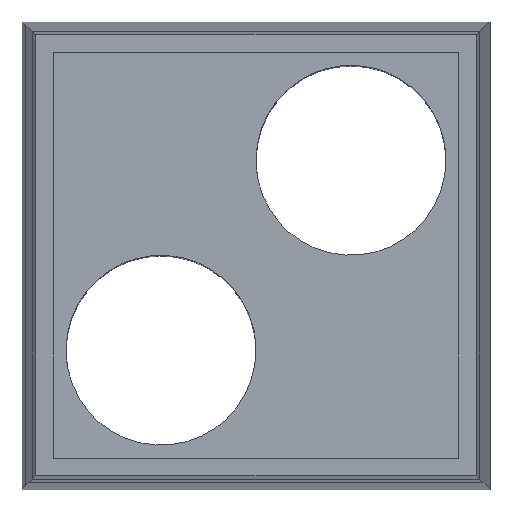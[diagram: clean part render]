
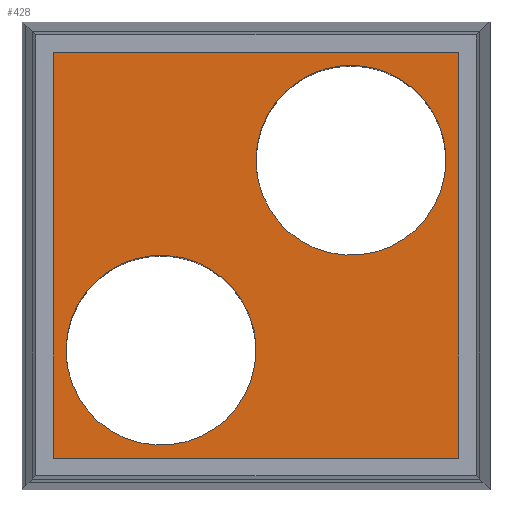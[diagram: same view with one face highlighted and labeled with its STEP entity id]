
A CAD part, top view. The second image highlights one B-rep face of the part: STEP entity #428.
In plain terms, the highlighted planar face has unit normal (0, 0, 1).
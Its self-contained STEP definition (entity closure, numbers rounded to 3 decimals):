
#300=AXIS2_PLACEMENT_3D('Plane Axis2P3D',#297,#298,#299) ;
#210=CARTESIAN_POINT('Vertex',(18.407,1.307,17.7)) ;
#213=CARTESIAN_POINT('Line Origine',(9.857,1.307,17.7)) ;
#217=CARTESIAN_POINT('Vertex',(1.307,1.307,17.7)) ;
#241=CARTESIAN_POINT('Vertex',(18.407,18.407,17.7)) ;
#244=CARTESIAN_POINT('Line Origine',(18.407,9.857,17.7)) ;
#261=CARTESIAN_POINT('Line Origine',(9.857,18.407,17.7)) ;
#265=CARTESIAN_POINT('Vertex',(1.307,18.407,17.7)) ;
#285=CARTESIAN_POINT('Line Origine',(1.307,9.857,17.7)) ;
#297=CARTESIAN_POINT('Axis2P3D Location',(18.607,20.857,17.7)) ;
#309=CARTESIAN_POINT('Control Point',(9.859,13.859,17.7)) ;
#310=CARTESIAN_POINT('Control Point',(9.859,14.251,17.7)) ;
#311=CARTESIAN_POINT('Control Point',(9.907,14.643,17.7)) ;
#312=CARTESIAN_POINT('Control Point',(10.003,15.027,17.7)) ;
#313=CARTESIAN_POINT('Control Point',(10.287,15.764,17.7)) ;
#314=CARTESIAN_POINT('Control Point',(10.741,16.41,17.7)) ;
#315=CARTESIAN_POINT('Control Point',(11.006,16.704,17.7)) ;
#316=CARTESIAN_POINT('Control Point',(11.604,17.221,17.7)) ;
#317=CARTESIAN_POINT('Control Point',(12.308,17.578,17.7)) ;
#318=CARTESIAN_POINT('Control Point',(12.681,17.712,17.7)) ;
#319=CARTESIAN_POINT('Control Point',(13.451,17.887,17.7)) ;
#320=CARTESIAN_POINT('Control Point',(14.24,17.87,17.7)) ;
#321=CARTESIAN_POINT('Control Point',(14.632,17.813,17.7)) ;
#322=CARTESIAN_POINT('Control Point',(15.394,17.605,17.7)) ;
#323=CARTESIAN_POINT('Control Point',(16.083,17.219,17.7)) ;
#324=CARTESIAN_POINT('Control Point',(16.402,16.985,17.7)) ;
#325=CARTESIAN_POINT('Control Point',(16.976,16.442,17.7)) ;
#326=CARTESIAN_POINT('Control Point',(17.402,15.778,17.7)) ;
#327=CARTESIAN_POINT('Control Point',(17.573,15.421,17.7)) ;
#328=CARTESIAN_POINT('Control Point',(17.751,14.892,17.7)) ;
#329=CARTESIAN_POINT('Control Point',(17.835,14.344,17.7)) ;
#330=CARTESIAN_POINT('Control Point',(17.851,14.182,17.7)) ;
#331=CARTESIAN_POINT('Control Point',(17.859,14.021,17.7)) ;
#332=CARTESIAN_POINT('Control Point',(17.859,13.859,17.7)) ;
#333=CARTESIAN_POINT('Vertex',(9.859,13.859,17.7)) ;
#335=CARTESIAN_POINT('Vertex',(17.859,13.859,17.7)) ;
#339=CARTESIAN_POINT('Control Point',(17.859,13.859,17.7)) ;
#340=CARTESIAN_POINT('Control Point',(17.859,13.467,17.7)) ;
#341=CARTESIAN_POINT('Control Point',(17.811,13.075,17.7)) ;
#342=CARTESIAN_POINT('Control Point',(17.715,12.691,17.7)) ;
#343=CARTESIAN_POINT('Control Point',(17.431,11.954,17.7)) ;
#344=CARTESIAN_POINT('Control Point',(16.978,11.308,17.7)) ;
#345=CARTESIAN_POINT('Control Point',(16.712,11.014,17.7)) ;
#346=CARTESIAN_POINT('Control Point',(16.115,10.498,17.7)) ;
#347=CARTESIAN_POINT('Control Point',(15.41,10.141,17.7)) ;
#348=CARTESIAN_POINT('Control Point',(15.038,10.007,17.7)) ;
#349=CARTESIAN_POINT('Control Point',(14.268,9.832,17.7)) ;
#350=CARTESIAN_POINT('Control Point',(13.478,9.848,17.7)) ;
#351=CARTESIAN_POINT('Control Point',(13.086,9.905,17.7)) ;
#352=CARTESIAN_POINT('Control Point',(12.325,10.113,17.7)) ;
#353=CARTESIAN_POINT('Control Point',(11.636,10.499,17.7)) ;
#354=CARTESIAN_POINT('Control Point',(11.317,10.734,17.7)) ;
#355=CARTESIAN_POINT('Control Point',(10.743,11.276,17.7)) ;
#356=CARTESIAN_POINT('Control Point',(10.316,11.941,17.7)) ;
#357=CARTESIAN_POINT('Control Point',(10.145,12.298,17.7)) ;
#358=CARTESIAN_POINT('Control Point',(9.968,12.826,17.7)) ;
#359=CARTESIAN_POINT('Control Point',(9.884,13.374,17.7)) ;
#360=CARTESIAN_POINT('Control Point',(9.867,13.536,17.7)) ;
#361=CARTESIAN_POINT('Control Point',(9.859,13.698,17.7)) ;
#362=CARTESIAN_POINT('Control Point',(9.859,13.859,17.7)) ;
#369=CARTESIAN_POINT('Control Point',(1.857,5.857,17.7)) ;
#370=CARTESIAN_POINT('Control Point',(1.857,6.249,17.7)) ;
#371=CARTESIAN_POINT('Control Point',(1.905,6.641,17.7)) ;
#372=CARTESIAN_POINT('Control Point',(2.001,7.025,17.7)) ;
#373=CARTESIAN_POINT('Control Point',(2.285,7.762,17.7)) ;
#374=CARTESIAN_POINT('Control Point',(2.739,8.408,17.7)) ;
#375=CARTESIAN_POINT('Control Point',(3.004,8.702,17.7)) ;
#376=CARTESIAN_POINT('Control Point',(3.601,9.218,17.7)) ;
#377=CARTESIAN_POINT('Control Point',(4.306,9.575,17.7)) ;
#378=CARTESIAN_POINT('Control Point',(4.678,9.71,17.7)) ;
#379=CARTESIAN_POINT('Control Point',(5.448,9.884,17.7)) ;
#380=CARTESIAN_POINT('Control Point',(6.238,9.868,17.7)) ;
#381=CARTESIAN_POINT('Control Point',(6.63,9.811,17.7)) ;
#382=CARTESIAN_POINT('Control Point',(7.391,9.603,17.7)) ;
#383=CARTESIAN_POINT('Control Point',(8.08,9.217,17.7)) ;
#384=CARTESIAN_POINT('Control Point',(8.399,8.982,17.7)) ;
#385=CARTESIAN_POINT('Control Point',(8.974,8.44,17.7)) ;
#386=CARTESIAN_POINT('Control Point',(9.4,7.776,17.7)) ;
#387=CARTESIAN_POINT('Control Point',(9.571,7.419,17.7)) ;
#388=CARTESIAN_POINT('Control Point',(9.749,6.89,17.7)) ;
#389=CARTESIAN_POINT('Control Point',(9.832,6.342,17.7)) ;
#390=CARTESIAN_POINT('Control Point',(9.849,6.18,17.7)) ;
#391=CARTESIAN_POINT('Control Point',(9.857,6.019,17.7)) ;
#392=CARTESIAN_POINT('Control Point',(9.857,5.857,17.7)) ;
#393=CARTESIAN_POINT('Vertex',(1.857,5.857,17.7)) ;
#395=CARTESIAN_POINT('Vertex',(9.857,5.857,17.7)) ;
#399=CARTESIAN_POINT('Control Point',(9.857,5.857,17.7)) ;
#400=CARTESIAN_POINT('Control Point',(9.857,5.465,17.7)) ;
#401=CARTESIAN_POINT('Control Point',(9.809,5.073,17.7)) ;
#402=CARTESIAN_POINT('Control Point',(9.713,4.689,17.7)) ;
#403=CARTESIAN_POINT('Control Point',(9.429,3.952,17.7)) ;
#404=CARTESIAN_POINT('Control Point',(8.975,3.306,17.7)) ;
#405=CARTESIAN_POINT('Control Point',(8.71,3.012,17.7)) ;
#406=CARTESIAN_POINT('Control Point',(8.113,2.496,17.7)) ;
#407=CARTESIAN_POINT('Control Point',(7.408,2.139,17.7)) ;
#408=CARTESIAN_POINT('Control Point',(7.036,2.004,17.7)) ;
#409=CARTESIAN_POINT('Control Point',(6.266,1.83,17.7)) ;
#410=CARTESIAN_POINT('Control Point',(5.476,1.846,17.7)) ;
#411=CARTESIAN_POINT('Control Point',(5.084,1.903,17.7)) ;
#412=CARTESIAN_POINT('Control Point',(4.323,2.111,17.7)) ;
#413=CARTESIAN_POINT('Control Point',(3.634,2.497,17.7)) ;
#414=CARTESIAN_POINT('Control Point',(3.315,2.732,17.7)) ;
#415=CARTESIAN_POINT('Control Point',(2.74,3.274,17.7)) ;
#416=CARTESIAN_POINT('Control Point',(2.314,3.938,17.7)) ;
#417=CARTESIAN_POINT('Control Point',(2.143,4.295,17.7)) ;
#418=CARTESIAN_POINT('Control Point',(1.965,4.824,17.7)) ;
#419=CARTESIAN_POINT('Control Point',(1.882,5.372,17.7)) ;
#420=CARTESIAN_POINT('Control Point',(1.865,5.534,17.7)) ;
#421=CARTESIAN_POINT('Control Point',(1.857,5.695,17.7)) ;
#422=CARTESIAN_POINT('Control Point',(1.857,5.857,17.7)) ;
#214=DIRECTION('Vector Direction',(-1.,0.,0.)) ;
#245=DIRECTION('Vector Direction',(0.,-1.,0.)) ;
#262=DIRECTION('Vector Direction',(-1.,0.,0.)) ;
#286=DIRECTION('Vector Direction',(0.,-1.,0.)) ;
#298=DIRECTION('Axis2P3D Direction',(0.,0.,1.)) ;
#299=DIRECTION('Axis2P3D XDirection',(-1.,0.,0.)) ;
#215=VECTOR('Line Direction',#214,1.) ;
#246=VECTOR('Line Direction',#245,1.) ;
#263=VECTOR('Line Direction',#262,1.) ;
#287=VECTOR('Line Direction',#286,1.) ;
#303=ORIENTED_EDGE('',*,*,#219,.F.) ;
#304=ORIENTED_EDGE('',*,*,#248,.F.) ;
#305=ORIENTED_EDGE('',*,*,#267,.T.) ;
#306=ORIENTED_EDGE('',*,*,#289,.T.) ;
#365=ORIENTED_EDGE('',*,*,#337,.T.) ;
#366=ORIENTED_EDGE('',*,*,#363,.T.) ;
#425=ORIENTED_EDGE('',*,*,#397,.T.) ;
#426=ORIENTED_EDGE('',*,*,#423,.T.) ;
#367=FACE_BOUND('',#364,.T.) ;
#427=FACE_BOUND('',#424,.T.) ;
#428=ADVANCED_FACE('MANIFOLD_SOLID_BREP #101',(#307,#367,#427),#301,.T.) ;
#308=B_SPLINE_CURVE_WITH_KNOTS('',5,(#309,#310,#311,#312,#313,#314,#315,#316,#317,#318,#319,#320,#321,#322,#323,#324,#325,#326,#327,#328,#329,#330,#331,#332),.UNSPECIFIED.,.F.,.U.,(6,3,3,3,3,3,3,6),(0.,2.771,5.543,8.314,11.085,13.856,16.628,17.77),.UNSPECIFIED.) ;
#338=B_SPLINE_CURVE_WITH_KNOTS('',5,(#339,#340,#341,#342,#343,#344,#345,#346,#347,#348,#349,#350,#351,#352,#353,#354,#355,#356,#357,#358,#359,#360,#361,#362),.UNSPECIFIED.,.F.,.U.,(6,3,3,3,3,3,3,6),(0.,2.771,5.543,8.314,11.085,13.856,16.628,17.77),.UNSPECIFIED.) ;
#368=B_SPLINE_CURVE_WITH_KNOTS('',5,(#369,#370,#371,#372,#373,#374,#375,#376,#377,#378,#379,#380,#381,#382,#383,#384,#385,#386,#387,#388,#389,#390,#391,#392),.UNSPECIFIED.,.F.,.U.,(6,3,3,3,3,3,3,6),(0.,2.771,5.543,8.314,11.085,13.856,16.628,17.77),.UNSPECIFIED.) ;
#398=B_SPLINE_CURVE_WITH_KNOTS('',5,(#399,#400,#401,#402,#403,#404,#405,#406,#407,#408,#409,#410,#411,#412,#413,#414,#415,#416,#417,#418,#419,#420,#421,#422),.UNSPECIFIED.,.F.,.U.,(6,3,3,3,3,3,3,6),(0.,2.771,5.543,8.314,11.085,13.856,16.628,17.77),.UNSPECIFIED.) ;
#219=EDGE_CURVE('',#211,#218,#216,.T.) ;
#248=EDGE_CURVE('',#242,#211,#247,.T.) ;
#267=EDGE_CURVE('',#242,#266,#264,.T.) ;
#289=EDGE_CURVE('',#266,#218,#288,.T.) ;
#337=EDGE_CURVE('',#334,#336,#308,.T.) ;
#363=EDGE_CURVE('',#336,#334,#338,.T.) ;
#397=EDGE_CURVE('',#394,#396,#368,.T.) ;
#423=EDGE_CURVE('',#396,#394,#398,.T.) ;
#302=EDGE_LOOP('',(#303,#304,#305,#306)) ;
#364=EDGE_LOOP('',(#365,#366)) ;
#424=EDGE_LOOP('',(#425,#426)) ;
#307=FACE_OUTER_BOUND('',#302,.T.) ;
#216=LINE('Line',#213,#215) ;
#247=LINE('Line',#244,#246) ;
#264=LINE('Line',#261,#263) ;
#288=LINE('Line',#285,#287) ;
#301=PLANE('',#300) ;
#211=VERTEX_POINT('',#210) ;
#218=VERTEX_POINT('',#217) ;
#242=VERTEX_POINT('',#241) ;
#266=VERTEX_POINT('',#265) ;
#334=VERTEX_POINT('',#333) ;
#336=VERTEX_POINT('',#335) ;
#394=VERTEX_POINT('',#393) ;
#396=VERTEX_POINT('',#395) ;
